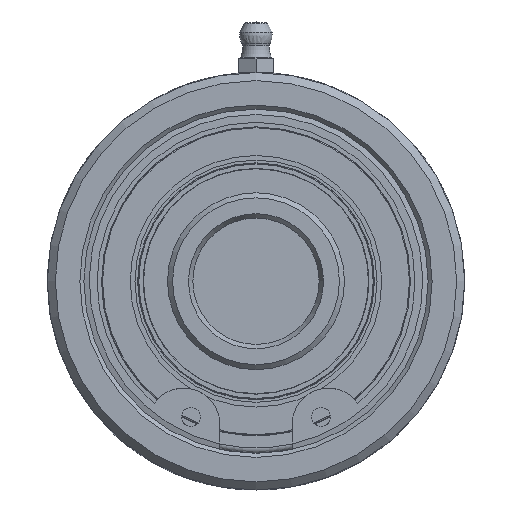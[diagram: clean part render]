
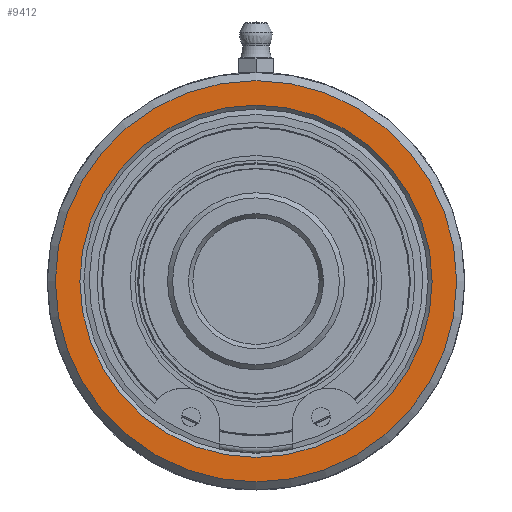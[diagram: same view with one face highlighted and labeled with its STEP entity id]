
A CAD part, left-side view. The second image highlights one B-rep face of the part: STEP entity #9412.
In plain terms, the highlighted planar face has unit normal (-1, 0, 0).
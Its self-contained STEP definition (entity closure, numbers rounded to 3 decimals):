
#285=FACE_BOUND('',#3226,.T.);
#1843=CIRCLE('',#10254,39.7);
#1844=CIRCLE('',#10256,34.85);
#2203=PLANE('',#10255);
#2652=FACE_OUTER_BOUND('',#3225,.T.);
#3225=EDGE_LOOP('',(#8384));
#3226=EDGE_LOOP('',(#8385));
#4489=VERTEX_POINT('',#20837);
#4490=VERTEX_POINT('',#20841);
#5821=EDGE_CURVE('',#4489,#4489,#1843,.T.);
#5822=EDGE_CURVE('',#4490,#4490,#1844,.T.);
#8384=ORIENTED_EDGE('',*,*,#5821,.F.);
#8385=ORIENTED_EDGE('',*,*,#5822,.F.);
#9412=ADVANCED_FACE('',(#2652,#285),#2203,.F.);
#10254=AXIS2_PLACEMENT_3D('',#20839,#12333,#12334);
#10255=AXIS2_PLACEMENT_3D('',#20840,#12335,#12336);
#10256=AXIS2_PLACEMENT_3D('',#20842,#12337,#12338);
#12333=DIRECTION('center_axis',(1.,0.,0.));
#12334=DIRECTION('ref_axis',(0.,0.,1.));
#12335=DIRECTION('center_axis',(1.,0.,0.));
#12336=DIRECTION('ref_axis',(0.,0.,1.));
#12337=DIRECTION('center_axis',(-1.,0.,0.));
#12338=DIRECTION('ref_axis',(0.,0.,-1.));
#20837=CARTESIAN_POINT('',(35.56,0.,-39.7));
#20839=CARTESIAN_POINT('Origin',(35.56,0.,0.));
#20840=CARTESIAN_POINT('Origin',(35.56,0.,-20.65));
#20841=CARTESIAN_POINT('',(35.56,0.,34.85));
#20842=CARTESIAN_POINT('Origin',(35.56,0.,0.));
